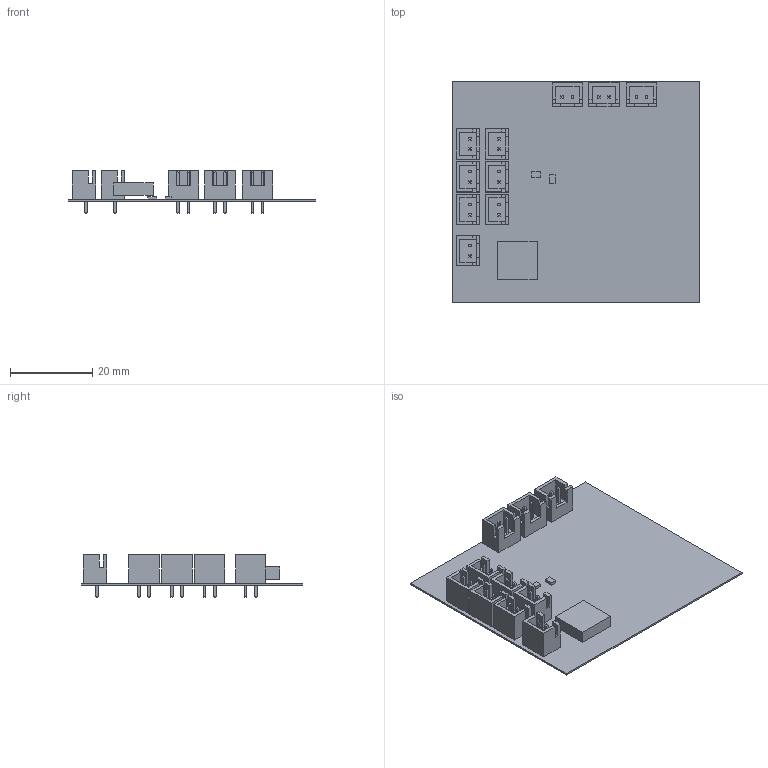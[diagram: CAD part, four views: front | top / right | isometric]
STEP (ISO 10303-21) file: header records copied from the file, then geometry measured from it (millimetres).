
FILE_DESCRIPTION(('Open CASCADE Model'),'2;1');
FILE_NAME('Open CASCADE Shape Model','2015-05-19T11:12:09',('Author'),( 'Open CASCADE'),'Open CASCADE STEP processor 6.5','Open CASCADE 6.5' ,'Unknown');
FILE_SCHEMA(('AUTOMOTIVE_DESIGN { 1 0 10303 214 1 1 1 1 }'));
Length unit declared in the file: millimetre
Products named in the file (22): PCB; Board; DF1; 542752784; Extruded; J2; User_Library-JST_B2B-XH-A; D1; 542757008; J1; J5; R2; 542739088; J6; J7; J4; J3; J8; J9; J10
Assembly tree (30 placements, depth 4):
  PCB
    Board
    DF1
      542752784
        Extruded
    J2
      User_Library-JST_B2B-XH-A
    D1
      542757008
        Extruded
    J1
      User_Library-JST_B2B-XH-A
    J5
      User_Library-JST_B2B-XH-A
    R2
      542739088
        Extruded
    J6
      User_Library-JST_B2B-XH-A
    J7
      User_Library-JST_B2B-XH-A
    J4
      User_Library-JST_B2B-XH-A
    J3
      User_Library-JST_B2B-XH-A
    J8
      User_Library-JST_B2B-XH-A
    J9
      User_Library-JST_B2B-XH-A
    J10
      User_Library-JST_B2B-XH-A
Bounding box: 60.33 x 53.98 x 10.4 mm (x, y, z)
Volume: 3400.2 mm3; surface area: 10745.9 mm2
Topology: 54 solids, 54 shells, 625 faces, 1391 edges, 874 vertices
Faces by surface type: plane 625
Entity records: 5180 total; most frequent: CARTESIAN_POINT 789, DIRECTION 787, LINE 555, VECTOR 555, ORIENTED_EDGE 370, PCURVE 370, DEFINITIONAL_REPRESENTATION 370, EDGE_CURVE 185
